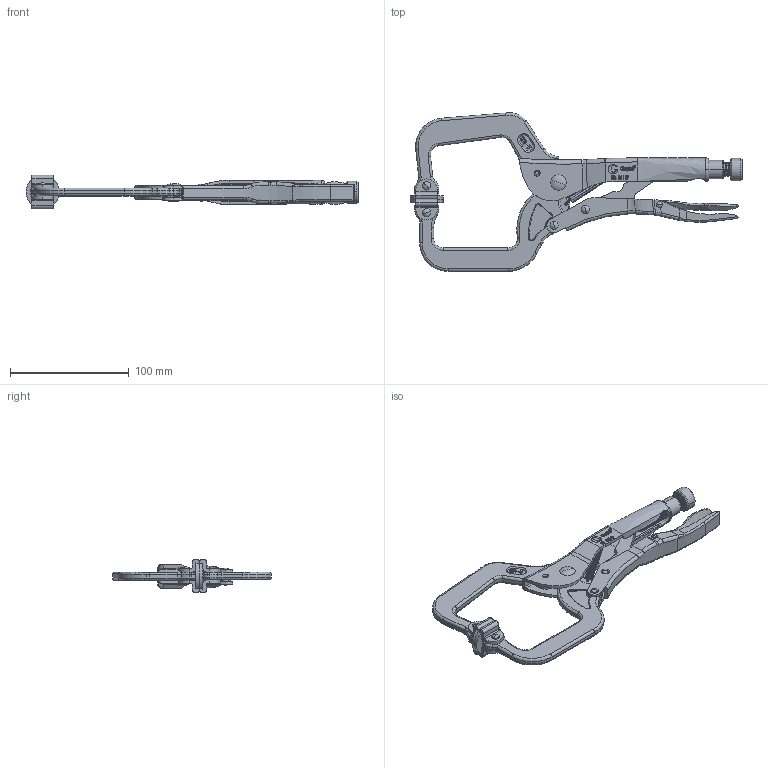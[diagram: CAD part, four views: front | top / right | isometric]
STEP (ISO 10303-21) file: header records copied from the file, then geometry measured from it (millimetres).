
FILE_DESCRIPTION (( 'STEP AP203' ), '1' );
FILE_NAME ('CH-511SP.STEP', '2017-12-08T01:49:29', ( 'Windows' ), ( 'Microsoft' ), 'SwSTEP 2.0', 'SolidWorks 2015', '' );
FILE_SCHEMA (( 'CONFIG_CONTROL_DESIGN' ));
Length unit declared in the file: millimetre
Products named in the file (13): 賑; 忒參; 12ʵí; XIUAYA; CH-SP2.9諾陑穩隊; SHANGYA; SP粟銅; ѹͷ; CH-511SP; 笢穩; 蹟裝; 狟忒參11; 悵玸忒參SP
Assembly tree (16 placements, depth 2):
  CH-511SP
    忒參
    XIUAYA
    SHANGYA
    ѹͷ  x2
    笢穩  x4
    蹟裝
    狟忒參11
    悵玸忒參SP
    賑
    12ʵí
    CH-SP2.9諾陑穩隊
    SP粟銅
Bounding box: 279.39 x 133.59 x 28.5 mm (x, y, z)
Volume: 104825.2 mm3; surface area: 70514.3 mm2
Topology: 16 solids, 16 shells, 1239 faces, 3309 edges, 2117 vertices
Faces by surface type: plane 438, cylinder 346, bspline 282, torus 103, cone 69, sphere 1
Entity records: 90300 total; most frequent: CARTESIAN_POINT 61646, ORIENTED_EDGE 6278, DIRECTION 4779, EDGE_CURVE 3139, VERTEX_POINT 2019, AXIS2_PLACEMENT_3D 1604, VECTOR 1571, LINE 1571
